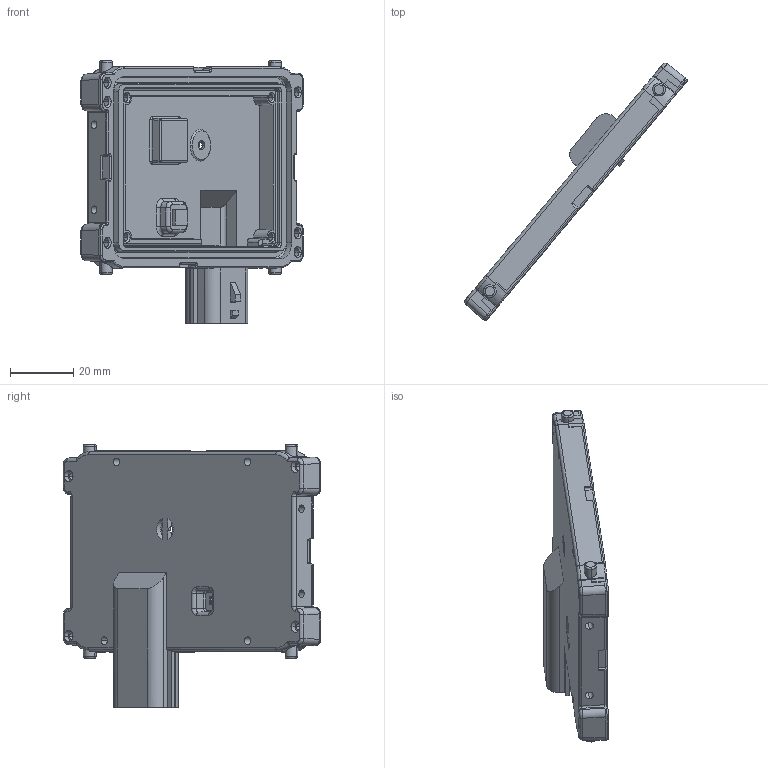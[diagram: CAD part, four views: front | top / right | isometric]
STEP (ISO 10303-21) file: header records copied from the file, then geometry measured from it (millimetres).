
FILE_DESCRIPTION(/* description */ (''),/* implementation_level */ '2;1');
FILE_NAME(/* name */ '77G-Minan-Master-dizuowuerduo-181016.stp',/* time_stamp */ '2018-10-16T15:42:00+08:00',/* author */ (''),/* organization */ (''),/* preprocessor_version */ 'ST-DEVELOPER v14',/* originating_system */ 'SIEMENS PLM Software NX 8.0',/* authorisation */ '');
FILE_SCHEMA (('AP203_CONFIGURATION_CONTROLLED_3D_DESIGN_OF_MECHANICAL_PARTS_AND_ASSEMBLIES_MIM_LF { 1 0 10303 403 2 1 2}'));
Length unit declared in the file: millimetre
Products named in the file (1): PC0A84AEFCo1fa
Bounding box: 70.07 x 81.14 x 82.9 mm (x, y, z)
Volume: 31618.6 mm3; surface area: 21763.8 mm2
Topology: 1 solids, 1 shells, 586 faces, 1447 edges, 874 vertices
Faces by surface type: plane 215, cylinder 196, bspline 75, cone 66, torus 28, sphere 4, extrusion 2
Full cylindrical faces by diameter (mm): 2.5 x3
Entity records: 20364 total; most frequent: CARTESIAN_POINT 6786, ORIENTED_EDGE 2876, DIRECTION 2740, EDGE_CURVE 1438, AXIS2_PLACEMENT_3D 996, VERTEX_POINT 880, VECTOR 748, LINE 746
